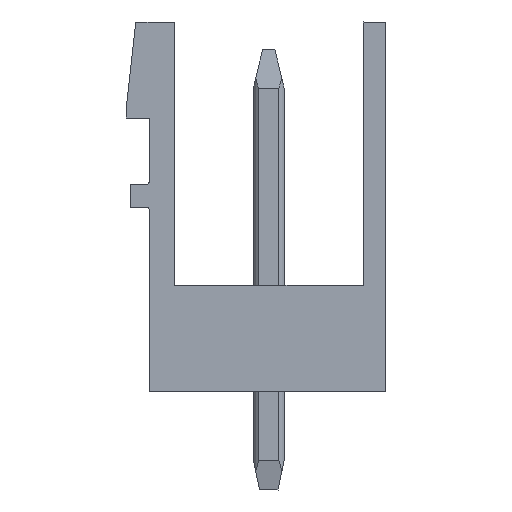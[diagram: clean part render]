
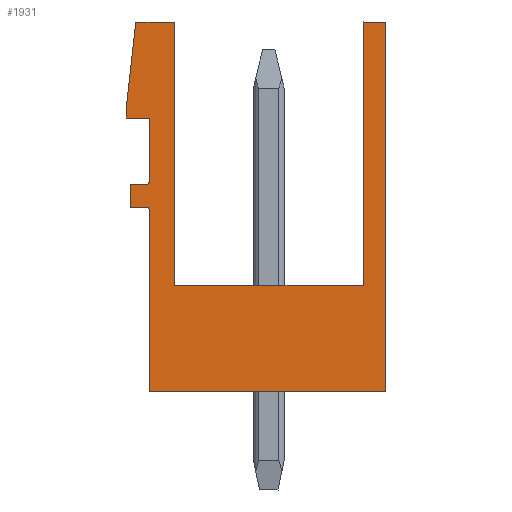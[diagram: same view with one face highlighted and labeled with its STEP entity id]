
A CAD part, left-side view. The second image highlights one B-rep face of the part: STEP entity #1931.
In plain terms, the highlighted planar face has unit normal (-1, 0, 0).
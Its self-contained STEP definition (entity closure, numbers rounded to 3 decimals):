
#1566=AXIS2_PLACEMENT_3D('Circle Axis2P3D',#1564,#1565,$) ;
#1662=AXIS2_PLACEMENT_3D('Circle Axis2P3D',#1660,#1661,$) ;
#1900=AXIS2_PLACEMENT_3D('Plane Axis2P3D',#1897,#1898,#1899) ;
#89=CARTESIAN_POINT('Vertex',(0.,6.86,6.65)) ;
#92=CARTESIAN_POINT('Line Origine',(0.,3.795,6.65)) ;
#96=CARTESIAN_POINT('Vertex',(0.,0.73,6.65)) ;
#1454=CARTESIAN_POINT('Line Origine',(0.,0.73,10.925)) ;
#1458=CARTESIAN_POINT('Vertex',(0.,0.73,15.2)) ;
#1537=CARTESIAN_POINT('Vertex',(0.,7.68,3.2)) ;
#1540=CARTESIAN_POINT('Line Origine',(0.,7.68,6.14)) ;
#1544=CARTESIAN_POINT('Vertex',(0.,7.68,9.08)) ;
#1564=CARTESIAN_POINT('Axis2P3D Location',(0.,7.78,9.08)) ;
#1568=CARTESIAN_POINT('Vertex',(0.,7.78,9.18)) ;
#1588=CARTESIAN_POINT('Line Origine',(0.,8.04,9.18)) ;
#1592=CARTESIAN_POINT('Vertex',(0.,8.3,9.18)) ;
#1612=CARTESIAN_POINT('Line Origine',(0.,8.3,9.555)) ;
#1616=CARTESIAN_POINT('Vertex',(0.,8.3,9.93)) ;
#1636=CARTESIAN_POINT('Line Origine',(0.,8.04,9.93)) ;
#1640=CARTESIAN_POINT('Vertex',(0.,7.78,9.93)) ;
#1660=CARTESIAN_POINT('Axis2P3D Location',(0.,7.78,10.03)) ;
#1664=CARTESIAN_POINT('Vertex',(0.,7.68,10.03)) ;
#1679=CARTESIAN_POINT('Line Origine',(0.,7.68,11.055)) ;
#1683=CARTESIAN_POINT('Vertex',(0.,7.68,12.08)) ;
#1703=CARTESIAN_POINT('Line Origine',(0.,8.055,12.08)) ;
#1707=CARTESIAN_POINT('Vertex',(0.,8.43,12.08)) ;
#1727=CARTESIAN_POINT('Line Origine',(0.,8.43,12.24)) ;
#1731=CARTESIAN_POINT('Vertex',(0.,8.43,12.4)) ;
#1751=CARTESIAN_POINT('Line Origine',(0.,8.275,13.8)) ;
#1755=CARTESIAN_POINT('Vertex',(0.,8.12,15.2)) ;
#1775=CARTESIAN_POINT('Line Origine',(0.,7.49,15.2)) ;
#1779=CARTESIAN_POINT('Vertex',(0.,6.86,15.2)) ;
#1794=CARTESIAN_POINT('Line Origine',(0.,0.365,15.2)) ;
#1798=CARTESIAN_POINT('Vertex',(0.,0.,15.2)) ;
#1818=CARTESIAN_POINT('Line Origine',(0.,0.,9.2)) ;
#1822=CARTESIAN_POINT('Vertex',(0.,0.,3.2)) ;
#1897=CARTESIAN_POINT('Axis2P3D Location',(0.,0.,0.)) ;
#1902=CARTESIAN_POINT('Line Origine',(0.,3.84,3.2)) ;
#1907=CARTESIAN_POINT('Line Origine',(0.,6.86,10.925)) ;
#93=DIRECTION('Vector Direction',(0.,-1.,0.)) ;
#1455=DIRECTION('Vector Direction',(0.,0.,-1.)) ;
#1541=DIRECTION('Vector Direction',(0.,0.,1.)) ;
#1565=DIRECTION('Axis2P3D Direction',(-1.,0.,0.)) ;
#1589=DIRECTION('Vector Direction',(0.,-1.,0.)) ;
#1613=DIRECTION('Vector Direction',(0.,0.,-1.)) ;
#1637=DIRECTION('Vector Direction',(0.,1.,0.)) ;
#1661=DIRECTION('Axis2P3D Direction',(-1.,0.,0.)) ;
#1680=DIRECTION('Vector Direction',(0.,0.,-1.)) ;
#1704=DIRECTION('Vector Direction',(0.,-1.,0.)) ;
#1728=DIRECTION('Vector Direction',(0.,0.,-1.)) ;
#1752=DIRECTION('Vector Direction',(0.,0.11,-0.994)) ;
#1776=DIRECTION('Vector Direction',(0.,-1.,0.)) ;
#1795=DIRECTION('Vector Direction',(0.,1.,0.)) ;
#1819=DIRECTION('Vector Direction',(0.,0.,1.)) ;
#1898=DIRECTION('Axis2P3D Direction',(-1.,0.,0.)) ;
#1899=DIRECTION('Axis2P3D XDirection',(0.,0.,1.)) ;
#1903=DIRECTION('Vector Direction',(0.,1.,0.)) ;
#1908=DIRECTION('Vector Direction',(0.,0.,1.)) ;
#94=VECTOR('Line Direction',#93,1.) ;
#1456=VECTOR('Line Direction',#1455,1.) ;
#1542=VECTOR('Line Direction',#1541,1.) ;
#1590=VECTOR('Line Direction',#1589,1.) ;
#1614=VECTOR('Line Direction',#1613,1.) ;
#1638=VECTOR('Line Direction',#1637,1.) ;
#1681=VECTOR('Line Direction',#1680,1.) ;
#1705=VECTOR('Line Direction',#1704,1.) ;
#1729=VECTOR('Line Direction',#1728,1.) ;
#1753=VECTOR('Line Direction',#1752,1.) ;
#1777=VECTOR('Line Direction',#1776,1.) ;
#1796=VECTOR('Line Direction',#1795,1.) ;
#1820=VECTOR('Line Direction',#1819,1.) ;
#1904=VECTOR('Line Direction',#1903,1.) ;
#1909=VECTOR('Line Direction',#1908,1.) ;
#1913=ORIENTED_EDGE('',*,*,#1906,.T.) ;
#1914=ORIENTED_EDGE('',*,*,#1824,.T.) ;
#1915=ORIENTED_EDGE('',*,*,#1800,.T.) ;
#1916=ORIENTED_EDGE('',*,*,#1460,.T.) ;
#1917=ORIENTED_EDGE('',*,*,#98,.T.) ;
#1918=ORIENTED_EDGE('',*,*,#1911,.T.) ;
#1919=ORIENTED_EDGE('',*,*,#1781,.T.) ;
#1920=ORIENTED_EDGE('',*,*,#1757,.T.) ;
#1921=ORIENTED_EDGE('',*,*,#1733,.T.) ;
#1922=ORIENTED_EDGE('',*,*,#1709,.T.) ;
#1923=ORIENTED_EDGE('',*,*,#1685,.T.) ;
#1924=ORIENTED_EDGE('',*,*,#1666,.T.) ;
#1925=ORIENTED_EDGE('',*,*,#1642,.T.) ;
#1926=ORIENTED_EDGE('',*,*,#1618,.T.) ;
#1927=ORIENTED_EDGE('',*,*,#1594,.T.) ;
#1928=ORIENTED_EDGE('',*,*,#1570,.T.) ;
#1929=ORIENTED_EDGE('',*,*,#1546,.T.) ;
#1931=ADVANCED_FACE('Housing',(#1930),#1901,.T.) ;
#1567=CIRCLE('generated circle',#1566,0.1) ;
#1663=CIRCLE('generated circle',#1662,0.1) ;
#98=EDGE_CURVE('',#97,#90,#95,.F.) ;
#1460=EDGE_CURVE('',#1459,#97,#1457,.T.) ;
#1546=EDGE_CURVE('',#1545,#1538,#1543,.F.) ;
#1570=EDGE_CURVE('',#1569,#1545,#1567,.F.) ;
#1594=EDGE_CURVE('',#1593,#1569,#1591,.T.) ;
#1618=EDGE_CURVE('',#1617,#1593,#1615,.T.) ;
#1642=EDGE_CURVE('',#1641,#1617,#1639,.T.) ;
#1666=EDGE_CURVE('',#1665,#1641,#1663,.F.) ;
#1685=EDGE_CURVE('',#1684,#1665,#1682,.T.) ;
#1709=EDGE_CURVE('',#1708,#1684,#1706,.T.) ;
#1733=EDGE_CURVE('',#1732,#1708,#1730,.T.) ;
#1757=EDGE_CURVE('',#1756,#1732,#1754,.T.) ;
#1781=EDGE_CURVE('',#1780,#1756,#1778,.F.) ;
#1800=EDGE_CURVE('',#1799,#1459,#1797,.T.) ;
#1824=EDGE_CURVE('',#1823,#1799,#1821,.T.) ;
#1906=EDGE_CURVE('',#1538,#1823,#1905,.F.) ;
#1911=EDGE_CURVE('',#90,#1780,#1910,.T.) ;
#1912=EDGE_LOOP('',(#1913,#1914,#1915,#1916,#1917,#1918,#1919,#1920,#1921,#1922,#1923,#1924,#1925,#1926,#1927,#1928,#1929)) ;
#1930=FACE_OUTER_BOUND('',#1912,.T.) ;
#95=LINE('Line',#92,#94) ;
#1457=LINE('Line',#1454,#1456) ;
#1543=LINE('Line',#1540,#1542) ;
#1591=LINE('Line',#1588,#1590) ;
#1615=LINE('Line',#1612,#1614) ;
#1639=LINE('Line',#1636,#1638) ;
#1682=LINE('Line',#1679,#1681) ;
#1706=LINE('Line',#1703,#1705) ;
#1730=LINE('Line',#1727,#1729) ;
#1754=LINE('Line',#1751,#1753) ;
#1778=LINE('Line',#1775,#1777) ;
#1797=LINE('Line',#1794,#1796) ;
#1821=LINE('Line',#1818,#1820) ;
#1905=LINE('Line',#1902,#1904) ;
#1910=LINE('Line',#1907,#1909) ;
#1901=PLANE('',#1900) ;
#90=VERTEX_POINT('',#89) ;
#97=VERTEX_POINT('',#96) ;
#1459=VERTEX_POINT('',#1458) ;
#1538=VERTEX_POINT('',#1537) ;
#1545=VERTEX_POINT('',#1544) ;
#1569=VERTEX_POINT('',#1568) ;
#1593=VERTEX_POINT('',#1592) ;
#1617=VERTEX_POINT('',#1616) ;
#1641=VERTEX_POINT('',#1640) ;
#1665=VERTEX_POINT('',#1664) ;
#1684=VERTEX_POINT('',#1683) ;
#1708=VERTEX_POINT('',#1707) ;
#1732=VERTEX_POINT('',#1731) ;
#1756=VERTEX_POINT('',#1755) ;
#1780=VERTEX_POINT('',#1779) ;
#1799=VERTEX_POINT('',#1798) ;
#1823=VERTEX_POINT('',#1822) ;
